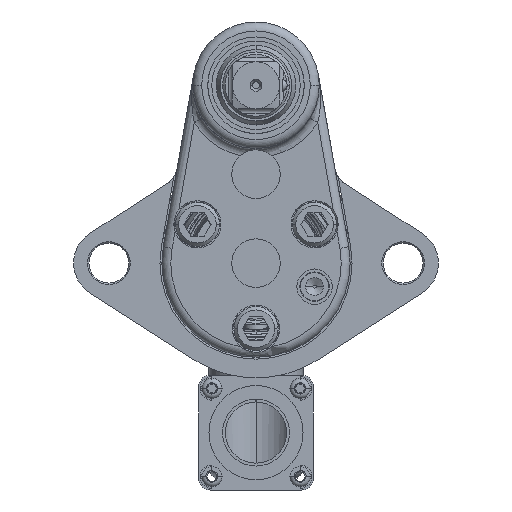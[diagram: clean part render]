
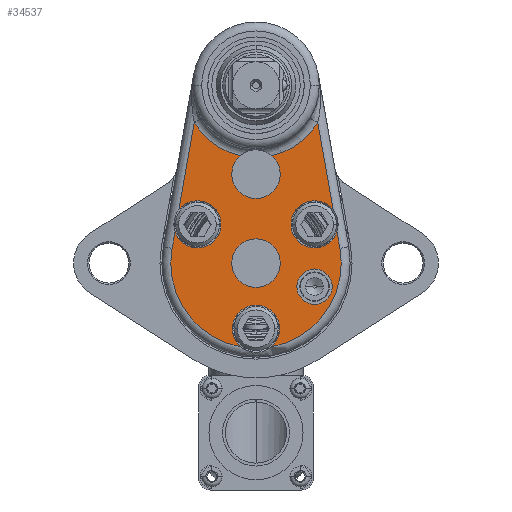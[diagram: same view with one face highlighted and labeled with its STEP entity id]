
A CAD part, left-side view. The second image highlights one B-rep face of the part: STEP entity #34537.
In plain terms, the highlighted planar face has unit normal (-1, 0, 0).
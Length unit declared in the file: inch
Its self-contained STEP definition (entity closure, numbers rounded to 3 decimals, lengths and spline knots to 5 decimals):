
#33995=CARTESIAN_POINT('',(-12.3042,0.,0.));
#33996=DIRECTION('',(-1.,0.,0.));
#33997=DIRECTION('',(0.,-1.,0.));
#33998=AXIS2_PLACEMENT_3D('',#33995,#33996,#33997);
#34000=CARTESIAN_POINT('',(-12.3042,0.,0.));
#34001=DIRECTION('',(-1.,0.,0.));
#34002=DIRECTION('',(0.,1.,0.));
#34003=AXIS2_PLACEMENT_3D('',#34000,#34001,#34002);
#34005=CARTESIAN_POINT('',(-12.3042,-0.622,-0.25));
#34006=DIRECTION('',(-1.,0.,0.));
#34007=DIRECTION('',(0.,-1.,0.));
#34008=AXIS2_PLACEMENT_3D('',#34005,#34006,#34007);
#34010=CARTESIAN_POINT('',(-12.3042,-0.622,-0.25));
#34011=DIRECTION('',(-1.,0.,0.));
#34012=DIRECTION('',(0.,1.,0.));
#34013=AXIS2_PLACEMENT_3D('',#34010,#34011,#34012);
#34015=CARTESIAN_POINT('',(-12.3042,-0.622,0.412));
#34016=DIRECTION('',(-1.,0.,0.));
#34017=DIRECTION('',(0.,-0.789,0.614));
#34018=AXIS2_PLACEMENT_3D('',#34015,#34016,#34017);
#34020=CARTESIAN_POINT('',(-12.3042,-0.622,0.412));
#34021=DIRECTION('',(-1.,0.,0.));
#34022=DIRECTION('',(0.,1.,0.));
#34023=AXIS2_PLACEMENT_3D('',#34020,#34021,#34022);
#34025=CARTESIAN_POINT('',(-12.3042,0.,-0.697));
#34026=DIRECTION('',(-1.,0.,0.));
#34027=DIRECTION('',(0.,-0.63,-0.777));
#34028=AXIS2_PLACEMENT_3D('',#34025,#34026,#34027);
#34030=CARTESIAN_POINT('',(-12.3042,0.,-0.697));
#34031=DIRECTION('',(-1.,0.,0.));
#34032=DIRECTION('',(0.,-1.,0.));
#34033=AXIS2_PLACEMENT_3D('',#34030,#34031,#34032);
#34035=CARTESIAN_POINT('',(-12.3042,0.,-0.697));
#34036=DIRECTION('',(-1.,0.,0.));
#34037=DIRECTION('',(0.,1.,0.));
#34038=AXIS2_PLACEMENT_3D('',#34035,#34036,#34037);
#34040=CARTESIAN_POINT('',(-12.3042,0.622,0.412));
#34041=DIRECTION('',(-1.,0.,0.));
#34042=DIRECTION('',(0.,0.952,-0.308));
#34043=AXIS2_PLACEMENT_3D('',#34040,#34041,#34042);
#34045=CARTESIAN_POINT('',(-12.3042,0.622,0.412));
#34046=DIRECTION('',(-1.,0.,0.));
#34047=DIRECTION('',(0.,-1.,0.));
#34048=AXIS2_PLACEMENT_3D('',#34045,#34046,#34047);
#34050=CARTESIAN_POINT('',(-12.3042,0.,0.9445));
#34051=DIRECTION('',(-1.,0.,0.));
#34052=DIRECTION('',(0.,0.649,0.761));
#34053=AXIS2_PLACEMENT_3D('',#34050,#34051,#34052);
#34055=CARTESIAN_POINT('',(-12.3042,0.,0.9445));
#34056=DIRECTION('',(-1.,0.,0.));
#34057=DIRECTION('',(0.,1.,0.));
#34058=AXIS2_PLACEMENT_3D('',#34055,#34056,#34057);
#34060=CARTESIAN_POINT('',(-12.3042,0.,0.9445));
#34061=DIRECTION('',(-1.,0.,0.));
#34062=DIRECTION('',(0.,-1.,0.));
#34063=AXIS2_PLACEMENT_3D('',#34060,#34061,#34062);
#34174=DIRECTION('',(0.,0.174,-0.985));
#34175=VECTOR('',#34174,0.1807);
#34176=CARTESIAN_POINT('',(-12.3042,0.85988,0.33509));
#34177=LINE('',#34176,#34175);
#34182=DIRECTION('',(0.,0.174,-0.985));
#34183=VECTOR('',#34182,0.94019);
#34184=CARTESIAN_POINT('',(-12.3042,0.65598,
1.49153));
#34185=LINE('',#34184,#34183);
#34198=CARTESIAN_POINT('',(-12.3042,0.,0.));
#34199=DIRECTION('',(-1.,0.,0.));
#34200=DIRECTION('',(0.,-0.174,-0.985));
#34201=AXIS2_PLACEMENT_3D('',#34198,#34199,#34200);
#34213=CARTESIAN_POINT('',(-12.3042,0.,0.));
#34214=DIRECTION('',(-1.,0.,0.));
#34215=DIRECTION('',(0.,0.985,0.174));
#34216=AXIS2_PLACEMENT_3D('',#34213,#34214,#34215);
#34226=DIRECTION('',(0.,0.174,0.985));
#34227=VECTOR('',#34226,0.94019);
#34228=CARTESIAN_POINT('',(-12.3042,-0.81923,0.56562));
#34229=LINE('',#34228,#34227);
#34239=DIRECTION('',(0.,0.174,0.985));
#34240=VECTOR('',#34239,0.1807);
#34241=CARTESIAN_POINT('',(-12.3042,-0.89125,0.15714));
#34242=LINE('',#34241,#34240);
#34270=CARTESIAN_POINT('',(-12.3042,-0.65598,
1.49153));
#34288=CARTESIAN_POINT('',(-12.3042,0.,1.889));
#34289=DIRECTION('',(1.,0.,0.));
#34290=DIRECTION('',(0.,0.218,-0.976));
#34291=AXIS2_PLACEMENT_3D('',#34288,#34289,#34290);
#34303=CARTESIAN_POINT('',(-12.3042,0.,1.889));
#34304=DIRECTION('',(1.,0.,0.));
#34305=DIRECTION('',(0.,-0.855,-0.518));
#34306=AXIS2_PLACEMENT_3D('',#34303,#34304,#34305);
#34328=CARTESIAN_POINT('',(-12.3042,0.65598,
1.49153));
#34413=CARTESIAN_POINT('',(-12.3042,0.89125,0.15714));
#34414=VERTEX_POINT('',#34413);
#34415=CARTESIAN_POINT('',(-12.3042,-0.89125,0.15714));
#34416=VERTEX_POINT('',#34415);
#34418=VERTEX_POINT('',#34270);
#34421=VERTEX_POINT('',#34328);
#34434=CARTESIAN_POINT('',(-12.3042,0.2575,0.));
#34435=CARTESIAN_POINT('',(-12.3042,-0.2575,0.));
#34436=VERTEX_POINT('',#34434);
#34437=VERTEX_POINT('',#34435);
#34438=CARTESIAN_POINT('',(-12.3042,0.2575,0.9445));
#34439=CARTESIAN_POINT('',(-12.3042,0.16709,1.14042));
#34440=VERTEX_POINT('',#34438);
#34441=VERTEX_POINT('',#34439);
#34442=CARTESIAN_POINT('',(-12.3042,-0.16709,1.14042));
#34443=CARTESIAN_POINT('',(-12.3042,-0.2575,0.9445));
#34444=VERTEX_POINT('',#34442);
#34445=VERTEX_POINT('',#34443);
#34454=CARTESIAN_POINT('',(-12.3042,-0.8095,-0.25));
#34455=CARTESIAN_POINT('',(-12.3042,-0.4345,-0.25));
#34456=VERTEX_POINT('',#34454);
#34457=VERTEX_POINT('',#34455);
#34458=CARTESIAN_POINT('',(-12.3042,-0.25,-0.697));
#34459=CARTESIAN_POINT('',(-12.3042,0.25,-0.697));
#34460=VERTEX_POINT('',#34458);
#34461=VERTEX_POINT('',#34459);
#34462=CARTESIAN_POINT('',(-12.3042,0.15744,-0.8912));
#34463=VERTEX_POINT('',#34462);
#34464=CARTESIAN_POINT('',(-12.3042,-0.15744,-0.8912));
#34465=VERTEX_POINT('',#34464);
#34466=CARTESIAN_POINT('',(-12.3042,0.372,0.412));
#34467=CARTESIAN_POINT('',(-12.3042,0.81923,0.56562));
#34468=VERTEX_POINT('',#34466);
#34469=VERTEX_POINT('',#34467);
#34470=CARTESIAN_POINT('',(-12.3042,0.85988,0.33509));
#34471=VERTEX_POINT('',#34470);
#34473=CARTESIAN_POINT('',(-12.3042,-0.372,0.412));
#34474=CARTESIAN_POINT('',(-12.3042,-0.81923,0.56562));
#34475=VERTEX_POINT('',#34473);
#34476=VERTEX_POINT('',#34474);
#34477=CARTESIAN_POINT('',(-12.3042,-0.85988,0.33509));
#34478=VERTEX_POINT('',#34477);
#34482=CARTESIAN_POINT('',(-12.3042,0.,0.));
#34483=DIRECTION('',(-1.,0.,0.));
#34484=DIRECTION('',(0.,1.,0.));
#34485=AXIS2_PLACEMENT_3D('',#34482,#34483,#34484);
#34486=PLANE('',#34485);
#34488=ORIENTED_EDGE('',*,*,#34487,.T.);
#34490=ORIENTED_EDGE('',*,*,#34489,.T.);
#34492=ORIENTED_EDGE('',*,*,#34491,.F.);
#34494=ORIENTED_EDGE('',*,*,#34493,.F.);
#34496=ORIENTED_EDGE('',*,*,#34495,.T.);
#34498=ORIENTED_EDGE('',*,*,#34497,.T.);
#34500=ORIENTED_EDGE('',*,*,#34499,.T.);
#34502=ORIENTED_EDGE('',*,*,#34501,.F.);
#34504=ORIENTED_EDGE('',*,*,#34503,.F.);
#34506=ORIENTED_EDGE('',*,*,#34505,.T.);
#34508=ORIENTED_EDGE('',*,*,#34507,.T.);
#34510=ORIENTED_EDGE('',*,*,#34509,.F.);
#34512=ORIENTED_EDGE('',*,*,#34511,.F.);
#34514=ORIENTED_EDGE('',*,*,#34513,.T.);
#34516=ORIENTED_EDGE('',*,*,#34515,.T.);
#34518=ORIENTED_EDGE('',*,*,#34517,.T.);
#34520=ORIENTED_EDGE('',*,*,#34519,.F.);
#34522=ORIENTED_EDGE('',*,*,#34521,.F.);
#34523=EDGE_LOOP('',(#34488,#34490,#34492,#34494,#34496,#34498,#34500,#34502,
#34504,#34506,#34508,#34510,#34512,#34514,#34516,#34518,#34520,#34522));
#34524=FACE_OUTER_BOUND('',#34523,.F.);
#34526=ORIENTED_EDGE('',*,*,#34525,.T.);
#34528=ORIENTED_EDGE('',*,*,#34527,.T.);
#34529=EDGE_LOOP('',(#34526,#34528));
#34530=FACE_BOUND('',#34529,.F.);
#34532=ORIENTED_EDGE('',*,*,#34531,.T.);
#34534=ORIENTED_EDGE('',*,*,#34533,.T.);
#34535=EDGE_LOOP('',(#34532,#34534));
#34536=FACE_BOUND('',#34535,.F.);
#34537=ADVANCED_FACE('',(#34524,#34530,#34536),#34486,.T.);
#33999=CIRCLE('',#33998,0.2575);
#34004=CIRCLE('',#34003,0.2575);
#34009=CIRCLE('',#34008,0.1875);
#34014=CIRCLE('',#34013,0.1875);
#34019=CIRCLE('',#34018,0.25);
#34024=CIRCLE('',#34023,0.25);
#34029=CIRCLE('',#34028,0.25);
#34034=CIRCLE('',#34033,0.25);
#34039=CIRCLE('',#34038,0.25);
#34044=CIRCLE('',#34043,0.25);
#34049=CIRCLE('',#34048,0.25);
#34054=CIRCLE('',#34053,0.2575);
#34059=CIRCLE('',#34058,0.2575);
#34064=CIRCLE('',#34063,0.2575);
#34202=CIRCLE('',#34201,0.905);
#34217=CIRCLE('',#34216,0.905);
#34292=CIRCLE('',#34291,0.767);
#34307=CIRCLE('',#34306,0.767);
#34487=EDGE_CURVE('',#34476,#34475,#34019,.T.);
#34489=EDGE_CURVE('',#34475,#34478,#34024,.T.);
#34491=EDGE_CURVE('',#34416,#34478,#34242,.T.);
#34493=EDGE_CURVE('',#34465,#34416,#34202,.T.);
#34495=EDGE_CURVE('',#34465,#34460,#34029,.T.);
#34497=EDGE_CURVE('',#34460,#34461,#34034,.T.);
#34499=EDGE_CURVE('',#34461,#34463,#34039,.T.);
#34501=EDGE_CURVE('',#34414,#34463,#34217,.T.);
#34503=EDGE_CURVE('',#34471,#34414,#34177,.T.);
#34505=EDGE_CURVE('',#34471,#34468,#34044,.T.);
#34507=EDGE_CURVE('',#34468,#34469,#34049,.T.);
#34509=EDGE_CURVE('',#34421,#34469,#34185,.T.);
#34511=EDGE_CURVE('',#34441,#34421,#34292,.T.);
#34513=EDGE_CURVE('',#34441,#34440,#34054,.T.);
#34515=EDGE_CURVE('',#34440,#34445,#34059,.T.);
#34517=EDGE_CURVE('',#34445,#34444,#34064,.T.);
#34519=EDGE_CURVE('',#34418,#34444,#34307,.T.);
#34521=EDGE_CURVE('',#34476,#34418,#34229,.T.);
#34525=EDGE_CURVE('',#34437,#34436,#33999,.T.);
#34527=EDGE_CURVE('',#34436,#34437,#34004,.T.);
#34531=EDGE_CURVE('',#34456,#34457,#34009,.T.);
#34533=EDGE_CURVE('',#34457,#34456,#34014,.T.);
